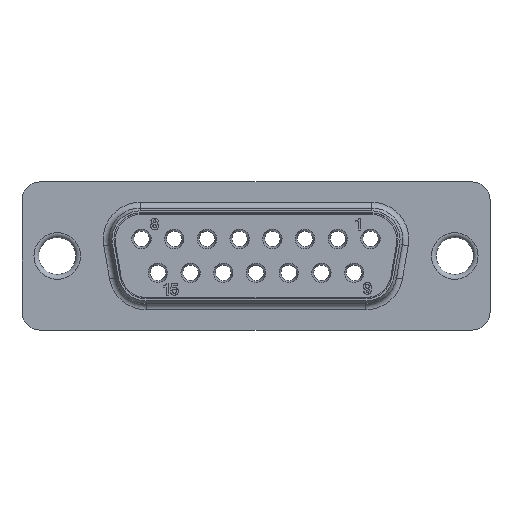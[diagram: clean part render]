
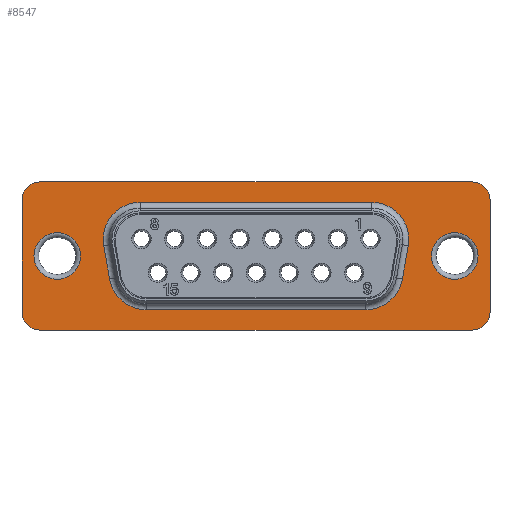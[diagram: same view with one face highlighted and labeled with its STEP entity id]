
A CAD part, top view. The second image highlights one B-rep face of the part: STEP entity #8547.
In plain terms, the highlighted face is planar.
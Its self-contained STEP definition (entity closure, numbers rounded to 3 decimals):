
#182=FACE_BOUND('',#3175,.T.);
#183=FACE_BOUND('',#3176,.T.);
#184=FACE_BOUND('',#3177,.T.);
#459=PLANE('',#9387);
#1318=LINE('',#17797,#2102);
#1319=LINE('',#17801,#2103);
#1320=LINE('',#17805,#2104);
#1321=LINE('',#17808,#2105);
#1322=LINE('',#17815,#2106);
#1323=LINE('',#17819,#2107);
#1324=LINE('',#17823,#2108);
#1325=LINE('',#17827,#2109);
#2102=VECTOR('',#11631,10.);
#2103=VECTOR('',#11634,10.);
#2104=VECTOR('',#11637,10.);
#2105=VECTOR('',#11640,10.);
#2106=VECTOR('',#11645,10.);
#2107=VECTOR('',#11648,10.);
#2108=VECTOR('',#11651,10.);
#2109=VECTOR('',#11654,10.);
#2599=FACE_OUTER_BOUND('',#3174,.T.);
#3174=EDGE_LOOP('',(#7819,#7820,#7821,#7822,#7823,#7824,#7825,#7826));
#3175=EDGE_LOOP('',(#7827,#7828));
#3176=EDGE_LOOP('',(#7829,#7830,#7831,#7832,#7833,#7834,#7835,#7836));
#3177=EDGE_LOOP('',(#7837,#7838));
#3589=CIRCLE('',#9384,1.95);
#3591=CIRCLE('',#9386,1.95);
#3592=CIRCLE('',#9388,1.5);
#3593=CIRCLE('',#9389,1.5);
#3594=CIRCLE('',#9390,1.5);
#3595=CIRCLE('',#9391,1.5);
#3596=CIRCLE('',#9392,1.95);
#3597=CIRCLE('',#9393,1.95);
#3598=CIRCLE('',#9394,3.1);
#3599=CIRCLE('',#9395,3.1);
#3600=CIRCLE('',#9396,3.1);
#3601=CIRCLE('',#9397,3.1);
#4367=VERTEX_POINT('',#17787);
#4368=VERTEX_POINT('',#17788);
#4369=VERTEX_POINT('',#17793);
#4370=VERTEX_POINT('',#17794);
#4371=VERTEX_POINT('',#17796);
#4372=VERTEX_POINT('',#17798);
#4373=VERTEX_POINT('',#17800);
#4374=VERTEX_POINT('',#17802);
#4375=VERTEX_POINT('',#17804);
#4376=VERTEX_POINT('',#17806);
#4377=VERTEX_POINT('',#17809);
#4378=VERTEX_POINT('',#17810);
#4379=VERTEX_POINT('',#17813);
#4380=VERTEX_POINT('',#17814);
#4381=VERTEX_POINT('',#17816);
#4382=VERTEX_POINT('',#17818);
#4383=VERTEX_POINT('',#17820);
#4384=VERTEX_POINT('',#17822);
#4385=VERTEX_POINT('',#17824);
#4386=VERTEX_POINT('',#17826);
#5527=EDGE_CURVE('',#4367,#4368,#3589,.T.);
#5529=EDGE_CURVE('',#4368,#4367,#3591,.T.);
#5530=EDGE_CURVE('',#4369,#4370,#3592,.T.);
#5531=EDGE_CURVE('',#4371,#4369,#1318,.T.);
#5532=EDGE_CURVE('',#4372,#4371,#3593,.T.);
#5533=EDGE_CURVE('',#4373,#4372,#1319,.T.);
#5534=EDGE_CURVE('',#4374,#4373,#3594,.T.);
#5535=EDGE_CURVE('',#4375,#4374,#1320,.T.);
#5536=EDGE_CURVE('',#4376,#4375,#3595,.T.);
#5537=EDGE_CURVE('',#4370,#4376,#1321,.T.);
#5538=EDGE_CURVE('',#4377,#4378,#3596,.T.);
#5539=EDGE_CURVE('',#4378,#4377,#3597,.T.);
#5540=EDGE_CURVE('',#4379,#4380,#1322,.T.);
#5541=EDGE_CURVE('',#4381,#4379,#3598,.T.);
#5542=EDGE_CURVE('',#4382,#4381,#1323,.T.);
#5543=EDGE_CURVE('',#4383,#4382,#3599,.T.);
#5544=EDGE_CURVE('',#4384,#4383,#1324,.T.);
#5545=EDGE_CURVE('',#4385,#4384,#3600,.T.);
#5546=EDGE_CURVE('',#4386,#4385,#1325,.T.);
#5547=EDGE_CURVE('',#4380,#4386,#3601,.T.);
#7819=ORIENTED_EDGE('',*,*,#5530,.F.);
#7820=ORIENTED_EDGE('',*,*,#5531,.F.);
#7821=ORIENTED_EDGE('',*,*,#5532,.F.);
#7822=ORIENTED_EDGE('',*,*,#5533,.F.);
#7823=ORIENTED_EDGE('',*,*,#5534,.F.);
#7824=ORIENTED_EDGE('',*,*,#5535,.F.);
#7825=ORIENTED_EDGE('',*,*,#5536,.F.);
#7826=ORIENTED_EDGE('',*,*,#5537,.F.);
#7827=ORIENTED_EDGE('',*,*,#5538,.F.);
#7828=ORIENTED_EDGE('',*,*,#5539,.F.);
#7829=ORIENTED_EDGE('',*,*,#5540,.F.);
#7830=ORIENTED_EDGE('',*,*,#5541,.F.);
#7831=ORIENTED_EDGE('',*,*,#5542,.F.);
#7832=ORIENTED_EDGE('',*,*,#5543,.F.);
#7833=ORIENTED_EDGE('',*,*,#5544,.F.);
#7834=ORIENTED_EDGE('',*,*,#5545,.F.);
#7835=ORIENTED_EDGE('',*,*,#5546,.F.);
#7836=ORIENTED_EDGE('',*,*,#5547,.F.);
#7837=ORIENTED_EDGE('',*,*,#5527,.F.);
#7838=ORIENTED_EDGE('',*,*,#5529,.F.);
#8547=ADVANCED_FACE('',(#2599,#182,#183,#184),#459,.F.);
#9384=AXIS2_PLACEMENT_3D('',#17789,#11621,#11622);
#9386=AXIS2_PLACEMENT_3D('',#17791,#11625,#11626);
#9387=AXIS2_PLACEMENT_3D('',#17792,#11627,#11628);
#9388=AXIS2_PLACEMENT_3D('',#17795,#11629,#11630);
#9389=AXIS2_PLACEMENT_3D('',#17799,#11632,#11633);
#9390=AXIS2_PLACEMENT_3D('',#17803,#11635,#11636);
#9391=AXIS2_PLACEMENT_3D('',#17807,#11638,#11639);
#9392=AXIS2_PLACEMENT_3D('',#17811,#11641,#11642);
#9393=AXIS2_PLACEMENT_3D('',#17812,#11643,#11644);
#9394=AXIS2_PLACEMENT_3D('',#17817,#11646,#11647);
#9395=AXIS2_PLACEMENT_3D('',#17821,#11649,#11650);
#9396=AXIS2_PLACEMENT_3D('',#17825,#11652,#11653);
#9397=AXIS2_PLACEMENT_3D('',#17828,#11655,#11656);
#11621=DIRECTION('center_axis',(0.,0.,-1.));
#11622=DIRECTION('ref_axis',(-1.,0.,0.));
#11625=DIRECTION('center_axis',(0.,0.,-1.));
#11626=DIRECTION('ref_axis',(-1.,0.,0.));
#11627=DIRECTION('center_axis',(0.,0.,1.));
#11628=DIRECTION('ref_axis',(1.,0.,0.));
#11629=DIRECTION('center_axis',(0.,0.,1.));
#11630=DIRECTION('ref_axis',(0.707,0.707,0.));
#11631=DIRECTION('',(0.,1.,0.));
#11632=DIRECTION('center_axis',(0.,0.,1.));
#11633=DIRECTION('ref_axis',(0.707,-0.707,0.));
#11634=DIRECTION('',(1.,0.,0.));
#11635=DIRECTION('center_axis',(0.,0.,1.));
#11636=DIRECTION('ref_axis',(-0.707,-0.707,0.));
#11637=DIRECTION('',(0.,-1.,0.));
#11638=DIRECTION('center_axis',(0.,0.,1.));
#11639=DIRECTION('ref_axis',(-0.707,0.707,0.));
#11640=DIRECTION('',(-1.,0.,0.));
#11641=DIRECTION('center_axis',(0.,0.,-1.));
#11642=DIRECTION('ref_axis',(-1.,0.,0.));
#11643=DIRECTION('center_axis',(0.,0.,-1.));
#11644=DIRECTION('ref_axis',(-1.,0.,0.));
#11645=DIRECTION('',(-1.,0.,0.));
#11646=DIRECTION('center_axis',(0.,0.,-1.));
#11647=DIRECTION('ref_axis',(0.643,-0.766,0.));
#11648=DIRECTION('',(-0.174,-0.985,0.));
#11649=DIRECTION('center_axis',(0.,0.,-1.));
#11650=DIRECTION('ref_axis',(0.766,0.643,0.));
#11651=DIRECTION('',(1.,0.,0.));
#11652=DIRECTION('center_axis',(0.,0.,-1.));
#11653=DIRECTION('ref_axis',(-0.766,0.643,0.));
#11654=DIRECTION('',(-0.174,0.985,0.));
#11655=DIRECTION('center_axis',(0.,0.,-1.));
#11656=DIRECTION('ref_axis',(-0.643,-0.766,0.));
#17787=CARTESIAN_POINT('',(18.6,0.,-0.4));
#17788=CARTESIAN_POINT('',(14.7,0.,-0.4));
#17789=CARTESIAN_POINT('Origin',(16.65,0.,-0.4));
#17791=CARTESIAN_POINT('Origin',(16.65,0.,-0.4));
#17792=CARTESIAN_POINT('Origin',(9.793,0.022,-0.4));
#17793=CARTESIAN_POINT('',(19.6,4.7,-0.4));
#17794=CARTESIAN_POINT('',(18.1,6.2,-0.4));
#17795=CARTESIAN_POINT('Origin',(18.1,4.7,-0.4));
#17796=CARTESIAN_POINT('',(19.6,-4.7,-0.4));
#17797=CARTESIAN_POINT('',(19.6,-6.2,-0.4));
#17798=CARTESIAN_POINT('',(18.1,-6.2,-0.4));
#17799=CARTESIAN_POINT('Origin',(18.1,-4.7,-0.4));
#17800=CARTESIAN_POINT('',(-18.1,-6.2,-0.4));
#17801=CARTESIAN_POINT('',(-19.6,-6.2,-0.4));
#17802=CARTESIAN_POINT('',(-19.6,-4.7,-0.4));
#17803=CARTESIAN_POINT('Origin',(-18.1,-4.7,-0.4));
#17804=CARTESIAN_POINT('',(-19.6,4.7,-0.4));
#17805=CARTESIAN_POINT('',(-19.6,6.2,-0.4));
#17806=CARTESIAN_POINT('',(-18.1,6.2,-0.4));
#17807=CARTESIAN_POINT('Origin',(-18.1,4.7,-0.4));
#17808=CARTESIAN_POINT('',(19.6,6.2,-0.4));
#17809=CARTESIAN_POINT('',(-14.7,0.,-0.4));
#17810=CARTESIAN_POINT('',(-18.6,0.,-0.4));
#17811=CARTESIAN_POINT('Origin',(-16.65,0.,-0.4));
#17812=CARTESIAN_POINT('Origin',(-16.65,0.,-0.4));
#17813=CARTESIAN_POINT('',(9.206,-4.5,-0.4));
#17814=CARTESIAN_POINT('',(-9.206,-4.5,-0.4));
#17815=CARTESIAN_POINT('',(4.897,-4.5,-0.4));
#17816=CARTESIAN_POINT('',(12.259,-1.938,-0.4));
#17817=CARTESIAN_POINT('Origin',(9.206,-1.4,-0.4));
#17818=CARTESIAN_POINT('',(12.753,0.862,-0.4));
#17819=CARTESIAN_POINT('',(12.39,-1.199,-0.4));
#17820=CARTESIAN_POINT('',(9.7,4.5,-0.4));
#17821=CARTESIAN_POINT('Origin',(9.7,1.4,-0.4));
#17822=CARTESIAN_POINT('',(-9.7,4.5,-0.4));
#17823=CARTESIAN_POINT('',(4.897,4.5,-0.4));
#17824=CARTESIAN_POINT('',(-12.753,0.862,-0.4));
#17825=CARTESIAN_POINT('Origin',(-9.7,1.4,-0.4));
#17826=CARTESIAN_POINT('',(-12.259,-1.938,-0.4));
#17827=CARTESIAN_POINT('',(-12.341,-1.473,-0.4));
#17828=CARTESIAN_POINT('Origin',(-9.206,-1.4,-0.4));
